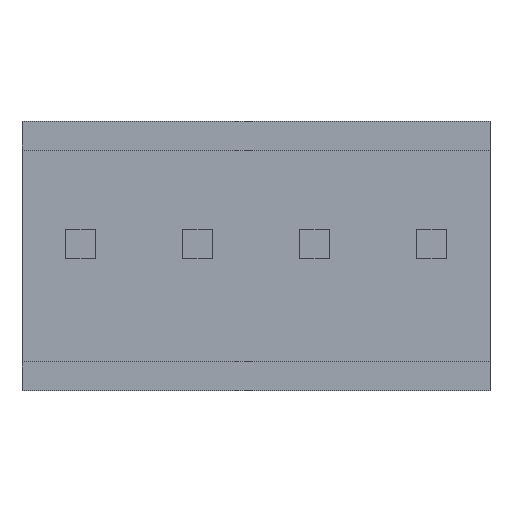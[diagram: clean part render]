
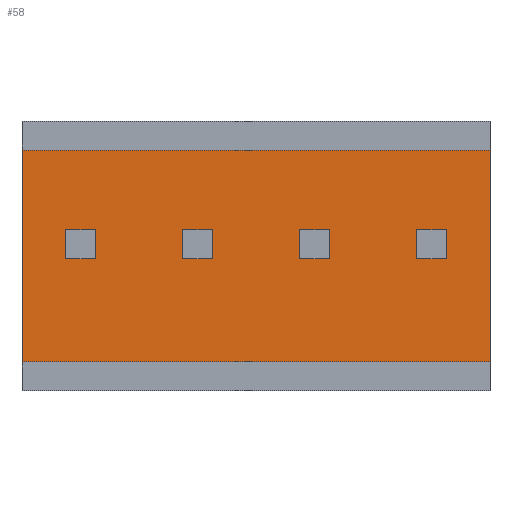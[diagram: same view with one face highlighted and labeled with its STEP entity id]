
A CAD part, front view. The second image highlights one B-rep face of the part: STEP entity #58.
In plain terms, the highlighted planar face has unit normal (0, -1, 0).
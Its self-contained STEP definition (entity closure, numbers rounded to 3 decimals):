
#58=ADVANCED_FACE('',(#134,#135,#136,#137,#138),#139,.T.);
#134=FACE_OUTER_BOUND('',#268,.T.);
#135=FACE_BOUND('',#269,.T.);
#136=FACE_BOUND('',#270,.T.);
#137=FACE_BOUND('',#271,.T.);
#138=FACE_BOUND('',#272,.T.);
#139=PLANE('',#273);
#268=EDGE_LOOP('',(#492,#493,#494,#495));
#269=EDGE_LOOP('',(#496,#497,#498,#499));
#270=EDGE_LOOP('',(#500,#501,#502,#503));
#271=EDGE_LOOP('',(#504,#505,#506,#507));
#272=EDGE_LOOP('',(#508,#509,#510,#511));
#273=AXIS2_PLACEMENT_3D('',#512,#513,#514);
#492=ORIENTED_EDGE('',*,*,#939,.T.);
#493=ORIENTED_EDGE('',*,*,#935,.F.);
#494=ORIENTED_EDGE('',*,*,#940,.F.);
#495=ORIENTED_EDGE('',*,*,#896,.T.);
#496=ORIENTED_EDGE('',*,*,#941,.T.);
#497=ORIENTED_EDGE('',*,*,#942,.T.);
#498=ORIENTED_EDGE('',*,*,#943,.T.);
#499=ORIENTED_EDGE('',*,*,#944,.T.);
#500=ORIENTED_EDGE('',*,*,#945,.T.);
#501=ORIENTED_EDGE('',*,*,#946,.T.);
#502=ORIENTED_EDGE('',*,*,#947,.T.);
#503=ORIENTED_EDGE('',*,*,#948,.T.);
#504=ORIENTED_EDGE('',*,*,#949,.T.);
#505=ORIENTED_EDGE('',*,*,#950,.T.);
#506=ORIENTED_EDGE('',*,*,#951,.T.);
#507=ORIENTED_EDGE('',*,*,#952,.T.);
#508=ORIENTED_EDGE('',*,*,#953,.T.);
#509=ORIENTED_EDGE('',*,*,#954,.T.);
#510=ORIENTED_EDGE('',*,*,#955,.T.);
#511=ORIENTED_EDGE('',*,*,#956,.T.);
#512=CARTESIAN_POINT('',(-5.08,0.635,5.22));
#513=DIRECTION('',(0.0,-1.0,0.0));
#514=DIRECTION('',(0.0,0.0,-1.0));
#896=EDGE_CURVE('',#1067,#1065,#1068,.T.);
#935=EDGE_CURVE('',#1132,#1134,#1135,.T.);
#939=EDGE_CURVE('',#1065,#1134,#1140,.T.);
#940=EDGE_CURVE('',#1067,#1132,#1141,.T.);
#941=EDGE_CURVE('',#1142,#1143,#1144,.T.);
#942=EDGE_CURVE('',#1143,#1145,#1146,.T.);
#943=EDGE_CURVE('',#1145,#1147,#1148,.T.);
#944=EDGE_CURVE('',#1147,#1142,#1149,.T.);
#945=EDGE_CURVE('',#1150,#1151,#1152,.T.);
#946=EDGE_CURVE('',#1151,#1153,#1154,.T.);
#947=EDGE_CURVE('',#1153,#1155,#1156,.T.);
#948=EDGE_CURVE('',#1155,#1150,#1157,.T.);
#949=EDGE_CURVE('',#1158,#1159,#1160,.T.);
#950=EDGE_CURVE('',#1159,#1161,#1162,.T.);
#951=EDGE_CURVE('',#1161,#1163,#1164,.T.);
#952=EDGE_CURVE('',#1163,#1158,#1165,.T.);
#953=EDGE_CURVE('',#1166,#1167,#1168,.T.);
#954=EDGE_CURVE('',#1167,#1169,#1170,.T.);
#955=EDGE_CURVE('',#1169,#1171,#1172,.T.);
#956=EDGE_CURVE('',#1171,#1166,#1173,.T.);
#1065=VERTEX_POINT('',#1336);
#1067=VERTEX_POINT('',#1339);
#1068=LINE('',#1340,#1341);
#1132=VERTEX_POINT('',#1436);
#1134=VERTEX_POINT('',#1439);
#1135=LINE('',#1440,#1441);
#1140=LINE('',#1449,#1450);
#1141=LINE('',#1451,#1452);
#1142=VERTEX_POINT('',#1453);
#1143=VERTEX_POINT('',#1454);
#1144=LINE('',#1455,#1456);
#1145=VERTEX_POINT('',#1457);
#1146=LINE('',#1458,#1459);
#1147=VERTEX_POINT('',#1460);
#1148=LINE('',#1461,#1462);
#1149=LINE('',#1463,#1464);
#1150=VERTEX_POINT('',#1465);
#1151=VERTEX_POINT('',#1466);
#1152=LINE('',#1467,#1468);
#1153=VERTEX_POINT('',#1469);
#1154=LINE('',#1470,#1471);
#1155=VERTEX_POINT('',#1472);
#1156=LINE('',#1473,#1474);
#1157=LINE('',#1475,#1476);
#1158=VERTEX_POINT('',#1477);
#1159=VERTEX_POINT('',#1478);
#1160=LINE('',#1479,#1480);
#1161=VERTEX_POINT('',#1481);
#1162=LINE('',#1482,#1483);
#1163=VERTEX_POINT('',#1484);
#1164=LINE('',#1485,#1486);
#1165=LINE('',#1487,#1488);
#1166=VERTEX_POINT('',#1489);
#1167=VERTEX_POINT('',#1490);
#1168=LINE('',#1491,#1492);
#1169=VERTEX_POINT('',#1493);
#1170=LINE('',#1494,#1495);
#1171=VERTEX_POINT('',#1496);
#1172=LINE('',#1497,#1498);
#1173=LINE('',#1499,#1500);
#1336=CARTESIAN_POINT('',(-5.08,0.635,0.622));
#1339=CARTESIAN_POINT('',(-5.08,0.635,5.22));
#1340=CARTESIAN_POINT('',(-5.08,0.635,5.22));
#1341=VECTOR('',#1742,4.597);
#1436=CARTESIAN_POINT('',(5.08,0.635,5.22));
#1439=CARTESIAN_POINT('',(5.08,0.635,0.622));
#1440=CARTESIAN_POINT('',(5.08,0.635,5.22));
#1441=VECTOR('',#1793,4.597);
#1449=CARTESIAN_POINT('',(-5.08,0.635,0.622));
#1450=VECTOR('',#1797,10.16);
#1451=CARTESIAN_POINT('',(-5.08,0.635,5.22));
#1452=VECTOR('',#1798,10.16);
#1453=CARTESIAN_POINT('',(4.128,0.635,3.493));
#1454=CARTESIAN_POINT('',(4.128,0.635,2.858));
#1455=CARTESIAN_POINT('',(4.128,0.635,3.493));
#1456=VECTOR('',#1799,0.635);
#1457=CARTESIAN_POINT('',(3.493,0.635,2.858));
#1458=CARTESIAN_POINT('',(4.128,0.635,2.858));
#1459=VECTOR('',#1800,0.635);
#1460=CARTESIAN_POINT('',(3.493,0.635,3.493));
#1461=CARTESIAN_POINT('',(3.493,0.635,2.858));
#1462=VECTOR('',#1801,0.635);
#1463=CARTESIAN_POINT('',(3.493,0.635,3.493));
#1464=VECTOR('',#1802,0.635);
#1465=CARTESIAN_POINT('',(1.588,0.635,3.493));
#1466=CARTESIAN_POINT('',(1.588,0.635,2.858));
#1467=CARTESIAN_POINT('',(1.588,0.635,3.493));
#1468=VECTOR('',#1803,0.635);
#1469=CARTESIAN_POINT('',(0.953,0.635,2.858));
#1470=CARTESIAN_POINT('',(1.588,0.635,2.858));
#1471=VECTOR('',#1804,0.635);
#1472=CARTESIAN_POINT('',(0.953,0.635,3.493));
#1473=CARTESIAN_POINT('',(0.953,0.635,2.858));
#1474=VECTOR('',#1805,0.635);
#1475=CARTESIAN_POINT('',(0.953,0.635,3.493));
#1476=VECTOR('',#1806,0.635);
#1477=CARTESIAN_POINT('',(-0.953,0.635,3.493));
#1478=CARTESIAN_POINT('',(-0.953,0.635,2.858));
#1479=CARTESIAN_POINT('',(-0.953,0.635,3.493));
#1480=VECTOR('',#1807,0.635);
#1481=CARTESIAN_POINT('',(-1.588,0.635,2.858));
#1482=CARTESIAN_POINT('',(-0.953,0.635,2.858));
#1483=VECTOR('',#1808,0.635);
#1484=CARTESIAN_POINT('',(-1.588,0.635,3.493));
#1485=CARTESIAN_POINT('',(-1.588,0.635,2.858));
#1486=VECTOR('',#1809,0.635);
#1487=CARTESIAN_POINT('',(-1.588,0.635,3.493));
#1488=VECTOR('',#1810,0.635);
#1489=CARTESIAN_POINT('',(-3.493,0.635,3.493));
#1490=CARTESIAN_POINT('',(-3.493,0.635,2.858));
#1491=CARTESIAN_POINT('',(-3.493,0.635,3.493));
#1492=VECTOR('',#1811,0.635);
#1493=CARTESIAN_POINT('',(-4.128,0.635,2.858));
#1494=CARTESIAN_POINT('',(-3.493,0.635,2.858));
#1495=VECTOR('',#1812,0.635);
#1496=CARTESIAN_POINT('',(-4.128,0.635,3.493));
#1497=CARTESIAN_POINT('',(-4.128,0.635,2.858));
#1498=VECTOR('',#1813,0.635);
#1499=CARTESIAN_POINT('',(-4.128,0.635,3.493));
#1500=VECTOR('',#1814,0.635);
#1742=DIRECTION('',(0.0,0.0,-1.0));
#1793=DIRECTION('',(0.0,0.0,-1.0));
#1797=DIRECTION('',(1.0,0.0,0.0));
#1798=DIRECTION('',(1.0,0.0,0.0));
#1799=DIRECTION('',(0.0,0.0,-1.0));
#1800=DIRECTION('',(-1.0,0.0,0.0));
#1801=DIRECTION('',(0.0,0.0,1.0));
#1802=DIRECTION('',(1.0,0.0,0.0));
#1803=DIRECTION('',(0.0,0.0,-1.0));
#1804=DIRECTION('',(-1.0,0.0,0.0));
#1805=DIRECTION('',(0.0,0.0,1.0));
#1806=DIRECTION('',(1.0,0.0,0.0));
#1807=DIRECTION('',(0.0,0.0,-1.0));
#1808=DIRECTION('',(-1.0,0.0,0.0));
#1809=DIRECTION('',(0.0,0.0,1.0));
#1810=DIRECTION('',(1.0,0.0,0.0));
#1811=DIRECTION('',(0.0,0.0,-1.0));
#1812=DIRECTION('',(-1.0,0.0,0.0));
#1813=DIRECTION('',(0.0,0.0,1.0));
#1814=DIRECTION('',(1.0,0.0,0.0));
